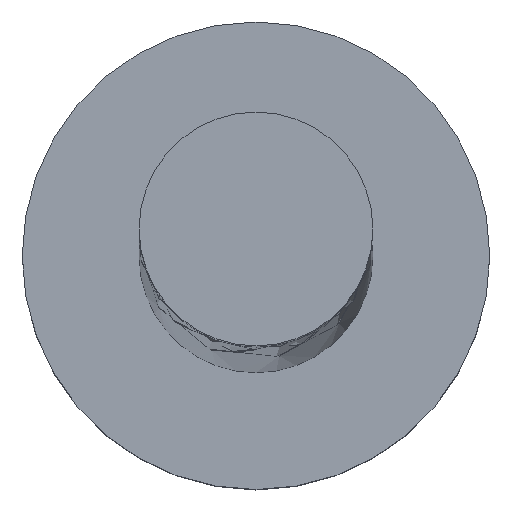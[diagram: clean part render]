
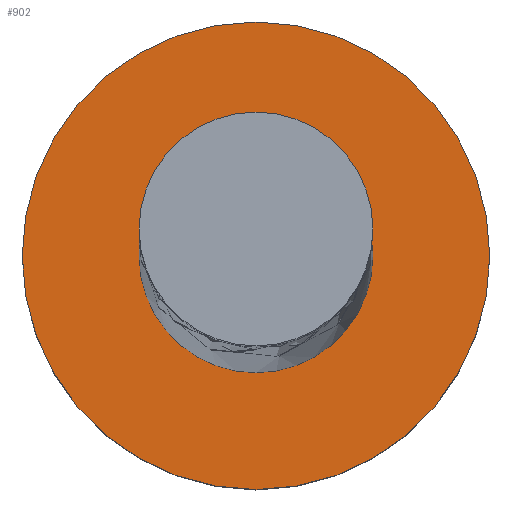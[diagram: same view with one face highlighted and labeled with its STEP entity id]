
A CAD part, top view. The second image highlights one B-rep face of the part: STEP entity #902.
In plain terms, the highlighted planar face has unit normal (0, 0, 1).
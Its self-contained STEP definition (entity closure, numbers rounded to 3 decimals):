
#66 = CARTESIAN_POINT ( 'NONE',  ( 0., 0., 1.5 ) ) ;
#84 = AXIS2_PLACEMENT_3D ( 'NONE', #1355, #1032, #610 ) ;
#91 = EDGE_CURVE ( 'NONE', #617, #547, #211, .T. ) ;
#92 = PLANE ( 'NONE',  #460 ) ;
#161 = ORIENTED_EDGE ( 'NONE', *, *, #91, .T. ) ;
#191 = DIRECTION ( 'NONE',  ( 0., 0., 1. ) ) ;
#211 = CIRCLE ( 'NONE', #1049, 1.5 ) ;
#255 = DIRECTION ( 'NONE',  ( 1., 0., 0. ) ) ;
#420 = CARTESIAN_POINT ( 'NONE',  ( -0.75, 0., 1.5 ) ) ;
#460 = AXIS2_PLACEMENT_3D ( 'NONE', #827, #191, #1030 ) ;
#473 = EDGE_CURVE ( 'NONE', #742, #871, #682, .T. ) ;
#499 = AXIS2_PLACEMENT_3D ( 'NONE', #857, #1276, #1287 ) ;
#508 = FACE_BOUND ( 'NONE', #611, .T. ) ;
#526 = AXIS2_PLACEMENT_3D ( 'NONE', #66, #930, #1350 ) ;
#547 = VERTEX_POINT ( 'NONE', #829 ) ;
#570 = CIRCLE ( 'NONE', #499, 1.5 ) ;
#572 = ORIENTED_EDGE ( 'NONE', *, *, #1059, .F. ) ;
#610 = DIRECTION ( 'NONE',  ( 1., 0., 0. ) ) ;
#611 = EDGE_LOOP ( 'NONE', ( #572, #1063 ) ) ;
#617 = VERTEX_POINT ( 'NONE', #952 ) ;
#663 = EDGE_CURVE ( 'NONE', #547, #617, #570, .T. ) ;
#682 = CIRCLE ( 'NONE', #84, 0.75 ) ;
#742 = VERTEX_POINT ( 'NONE', #998 ) ;
#827 = CARTESIAN_POINT ( 'NONE',  ( 0., 0., 1.5 ) ) ;
#829 = CARTESIAN_POINT ( 'NONE',  ( 1.5, 0., 1.5 ) ) ;
#841 = ORIENTED_EDGE ( 'NONE', *, *, #663, .T. ) ;
#857 = CARTESIAN_POINT ( 'NONE',  ( 0., 0., 1.5 ) ) ;
#871 = VERTEX_POINT ( 'NONE', #420 ) ;
#902 = ADVANCED_FACE ( 'NONE', ( #508, #1137 ), #92, .T. ) ;
#928 = CARTESIAN_POINT ( 'NONE',  ( 0., 0., 1.5 ) ) ;
#930 = DIRECTION ( 'NONE',  ( 0., 0., 1. ) ) ;
#952 = CARTESIAN_POINT ( 'NONE',  ( -1.5, 0., 1.5 ) ) ;
#998 = CARTESIAN_POINT ( 'NONE',  ( 0.75, 0., 1.5 ) ) ;
#1029 = EDGE_LOOP ( 'NONE', ( #161, #841 ) ) ;
#1030 = DIRECTION ( 'NONE',  ( 1., 0., 0. ) ) ;
#1032 = DIRECTION ( 'NONE',  ( 0., 0., 1. ) ) ;
#1049 = AXIS2_PLACEMENT_3D ( 'NONE', #928, #1186, #255 ) ;
#1059 = EDGE_CURVE ( 'NONE', #871, #742, #1365, .T. ) ;
#1063 = ORIENTED_EDGE ( 'NONE', *, *, #473, .F. ) ;
#1137 = FACE_OUTER_BOUND ( 'NONE', #1029, .T. ) ;
#1186 = DIRECTION ( 'NONE',  ( 0., 0., 1. ) ) ;
#1276 = DIRECTION ( 'NONE',  ( 0., 0., 1. ) ) ;
#1287 = DIRECTION ( 'NONE',  ( 1., 0., 0. ) ) ;
#1350 = DIRECTION ( 'NONE',  ( 1., 0., 0. ) ) ;
#1355 = CARTESIAN_POINT ( 'NONE',  ( 0., 0., 1.5 ) ) ;
#1365 = CIRCLE ( 'NONE', #526, 0.75 ) ;
